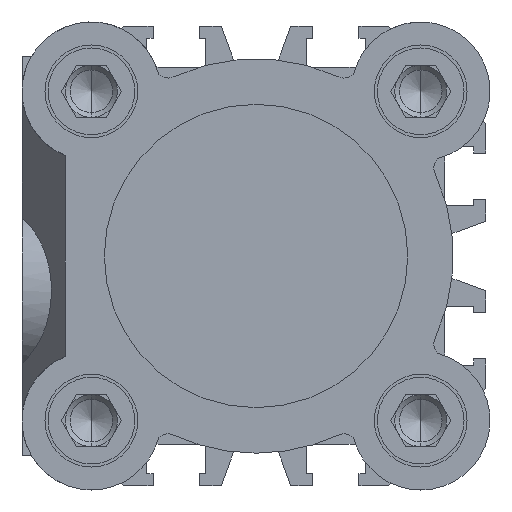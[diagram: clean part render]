
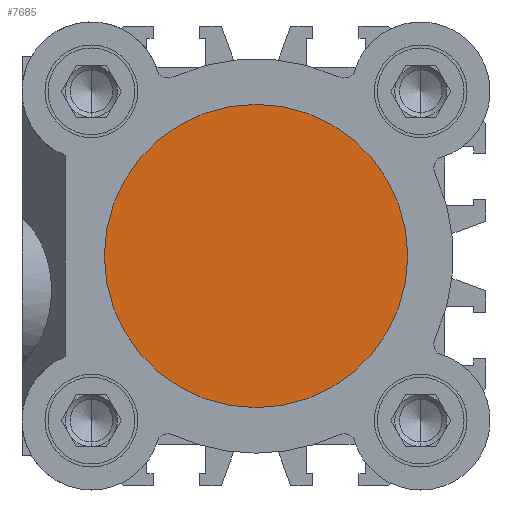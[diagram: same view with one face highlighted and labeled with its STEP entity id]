
A CAD part, left-side view. The second image highlights one B-rep face of the part: STEP entity #7685.
In plain terms, the highlighted face is planar.
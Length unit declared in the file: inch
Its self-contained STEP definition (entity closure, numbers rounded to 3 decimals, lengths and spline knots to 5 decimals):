
#88 = ORIENTED_EDGE ( 'NONE', *, *, #4892, .F. ) ;
#139 = DIRECTION ( 'NONE',  ( -1., 0., 0. ) ) ;
#253 = VERTEX_POINT ( 'NONE', #10042 ) ;
#266 = ORIENTED_EDGE ( 'NONE', *, *, #7256, .F. ) ;
#538 = AXIS2_PLACEMENT_3D ( 'NONE', #4792, #11767, #5818 ) ;
#713 = AXIS2_PLACEMENT_3D ( 'NONE', #6974, #9019, #2963 ) ;
#2963 = DIRECTION ( 'NONE',  ( 0., 0., 1. ) ) ;
#4792 = CARTESIAN_POINT ( 'NONE',  ( 0.15748, 0., 0. ) ) ;
#4892 = EDGE_CURVE ( 'NONE', #5101, #253, #12909, .T. ) ;
#5101 = VERTEX_POINT ( 'NONE', #12401 ) ;
#5818 = DIRECTION ( 'NONE',  ( 0., 0., 1. ) ) ;
#6221 = CARTESIAN_POINT ( 'NONE',  ( 0.15748, 0., 0. ) ) ;
#6956 = AXIS2_PLACEMENT_3D ( 'NONE', #6221, #139, #7214 ) ;
#6974 = CARTESIAN_POINT ( 'NONE',  ( 0.15748, 0.68898, 0. ) ) ;
#7214 = DIRECTION ( 'NONE',  ( 0., 0., 1. ) ) ;
#7256 = EDGE_CURVE ( 'NONE', #253, #5101, #9517, .T. ) ;
#7685 = ADVANCED_FACE ( 'NONE', ( #7782 ), #11936, .F. ) ;
#7782 = FACE_OUTER_BOUND ( 'NONE', #9510, .T. ) ;
#9019 = DIRECTION ( 'NONE',  ( -1., 0., 0. ) ) ;
#9510 = EDGE_LOOP ( 'NONE', ( #266, #88 ) ) ;
#9517 = CIRCLE ( 'NONE', #538, 0.68898 ) ;
#10042 = CARTESIAN_POINT ( 'NONE',  ( 0.15748, 0., 0.68898 ) ) ;
#11767 = DIRECTION ( 'NONE',  ( -1., 0., 0. ) ) ;
#11936 = PLANE ( 'NONE',  #713 ) ;
#12401 = CARTESIAN_POINT ( 'NONE',  ( 0.15748, 0., -0.68898 ) ) ;
#12909 = CIRCLE ( 'NONE', #6956, 0.68898 ) ;
